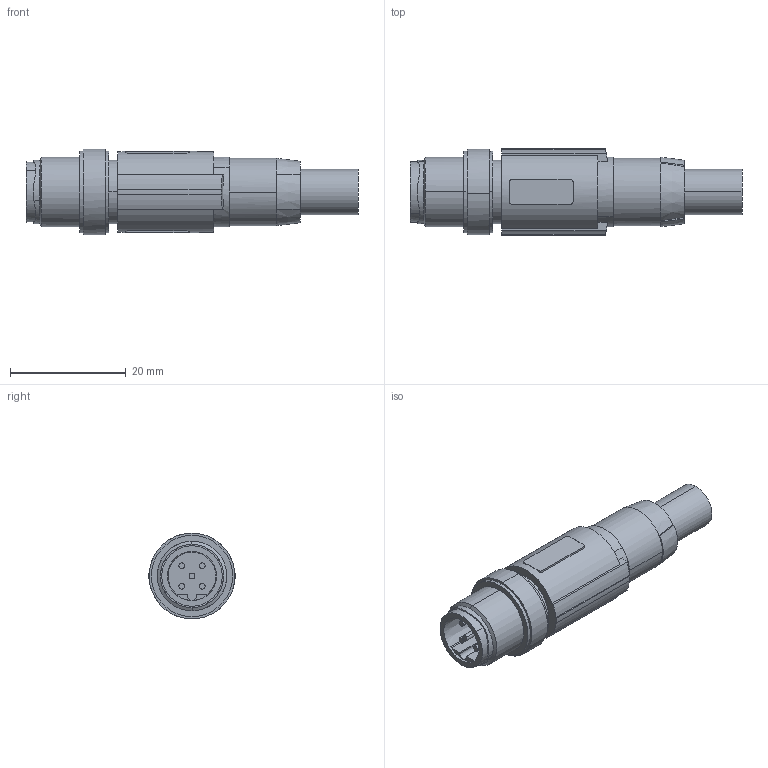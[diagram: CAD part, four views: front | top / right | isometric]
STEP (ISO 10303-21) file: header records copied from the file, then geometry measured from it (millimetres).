
FILE_DESCRIPTION((''),'2;1');
FILE_NAME('V15SB-G-XM_001','2013-09-04T',('mabamberg'),(''),'PRO/ENGINEER BY PARAMETRIC TECHNOLOGY CORPORATION, 2013050','PRO/ENGINEER BY PARAMETRIC TECHNOLOGY CORPORATION, 2013050','');
FILE_SCHEMA(('CONFIG_CONTROL_DESIGN'));
Length unit declared in the file: millimetre
Products named in the file (1): V15SB-G-XM_001
Bounding box: 57.3 x 15 x 14.8 mm (x, y, z)
Surface area: 3002.6 mm2 (no closed solid volume)
Topology: 0 solids, 1 shells, 124 faces, 318 edges, 211 vertices
Faces by surface type: plane 51, cylinder 49, cone 24
Entity records: 5274 total; most frequent: CARTESIAN_POINT 951, ORIENTED_EDGE 636, DIRECTION 622, EDGE_CURVE 318, AXIS2_PLACEMENT_3D 246, VERTEX_POINT 211, FILL_AREA_STYLE_COLOUR 197, FILL_AREA_STYLE 197
